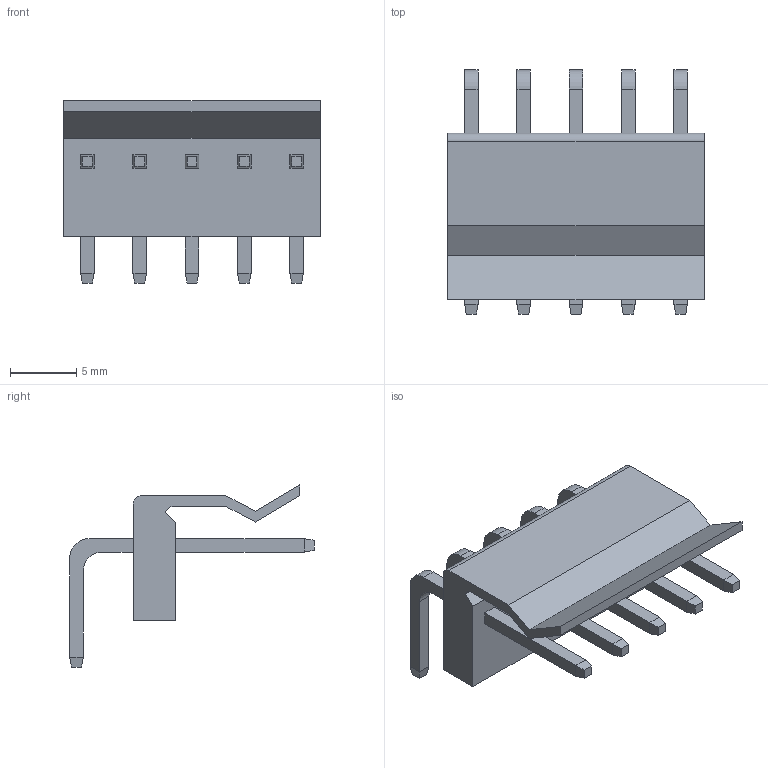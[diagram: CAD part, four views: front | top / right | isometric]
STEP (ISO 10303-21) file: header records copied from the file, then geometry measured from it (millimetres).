
FILE_DESCRIPTION(/* description */ ('Unknown'),/* implementation_level */ '2;1');
FILE_NAME(/* name */ 'JST - CH - Thru (R) - 5Pin - 3.96mm',/* time_stamp */ '2018-11-29T09:24:29-05:00',/* author */ ('Unknown'),/* organization */ ('Unknown'),/* preprocessor_version */ 'ST-DEVELOPER v16.7',/* originating_system */ 'DEX',/* authorisation */ $);
FILE_SCHEMA (('TECHNICAL_DATA_PACKAGING','AUTOMOTIVE_DESIGN {1 0 10303 214 3 1 1}'));
Length unit declared in the file: millimetre
Products named in the file (1): JST - CH - Thru (R) - 5Pin - 3.96mm
Bounding box: 19.4 x 18.5 x 13.79 mm (x, y, z)
Volume: 840.7 mm3; surface area: 1473.9 mm2
Topology: 1 solids, 21 shells, 323 faces, 758 edges, 492 vertices
Faces by surface type: plane 261, bspline 50, cylinder 12
Entity records: 12808 total; most frequent: CARTESIAN_POINT 3874, ORIENTED_EDGE 1508, DIRECTION 1020, EDGE_CURVE 754, VERTEX_POINT 492, LINE 424, VECTOR 424, EDGE_LOOP 354
